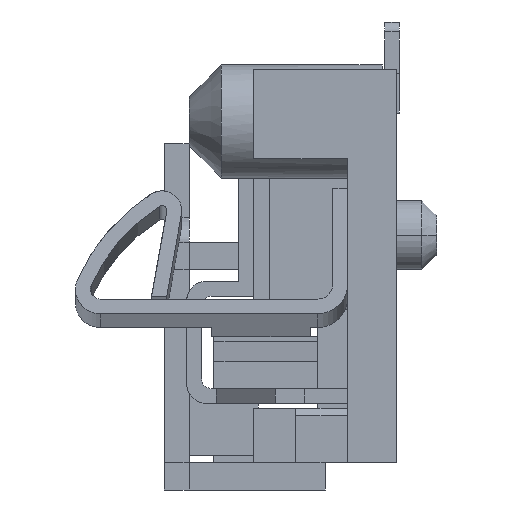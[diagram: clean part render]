
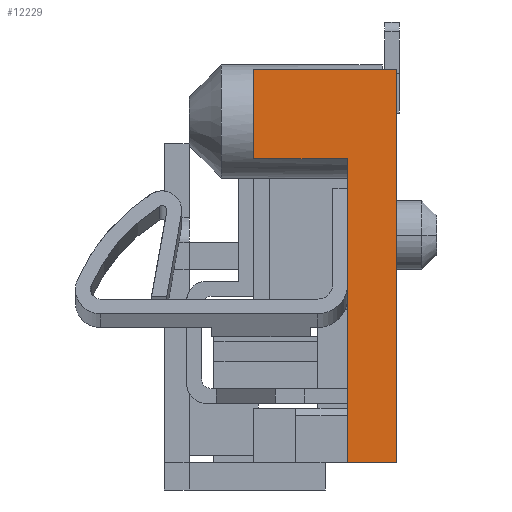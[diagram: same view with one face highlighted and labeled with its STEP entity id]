
A CAD part, left-side view. The second image highlights one B-rep face of the part: STEP entity #12229.
In plain terms, the highlighted planar face has unit normal (-1, 0, 0).
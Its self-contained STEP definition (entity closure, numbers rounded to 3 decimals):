
#17=DIRECTION('',(0.,1.,0.));
#18=VECTOR('',#17,2.9);
#19=CARTESIAN_POINT('',(-14.225,-0.95,0.));
#20=LINE('',#19,#18);
#1368=DIRECTION('',(0.,1.,0.));
#1369=VECTOR('',#1368,1.);
#1370=CARTESIAN_POINT('',(-14.225,-0.95,-7.95));
#1371=LINE('',#1370,#1369);
#4451=DIRECTION('',(0.,0.,1.));
#4452=VECTOR('',#4451,6.15);
#4453=CARTESIAN_POINT('',(-14.225,0.05,-7.95));
#4454=LINE('',#4453,#4452);
#4455=DIRECTION('',(0.,-1.,0.));
#4456=VECTOR('',#4455,1.9);
#4457=CARTESIAN_POINT('',(-14.225,1.95,-1.8));
#4458=LINE('',#4457,#4456);
#4459=DIRECTION('',(0.,0.,1.));
#4460=VECTOR('',#4459,1.8);
#4461=CARTESIAN_POINT('',(-14.225,1.95,-1.8));
#4462=LINE('',#4461,#4460);
#4467=DIRECTION('',(0.,0.,1.));
#4468=VECTOR('',#4467,7.95);
#4469=CARTESIAN_POINT('',(-14.225,-0.95,-7.95));
#4470=LINE('',#4469,#4468);
#4989=CARTESIAN_POINT('',(-14.225,-0.95,0.));
#4990=CARTESIAN_POINT('',(-14.225,1.95,0.));
#4991=VERTEX_POINT('',#4989);
#4992=VERTEX_POINT('',#4990);
#5022=CARTESIAN_POINT('',(-14.225,-0.95,-7.95));
#5024=VERTEX_POINT('',#5022);
#5041=CARTESIAN_POINT('',(-14.225,0.05,-7.95));
#5043=VERTEX_POINT('',#5041);
#5053=CARTESIAN_POINT('',(-14.225,0.05,-1.8));
#5054=VERTEX_POINT('',#5053);
#5055=CARTESIAN_POINT('',(-14.225,1.95,-1.8));
#5056=VERTEX_POINT('',#5055);
#12214=CARTESIAN_POINT('',(-14.225,1.95,0.));
#12215=DIRECTION('',(-1.,0.,0.));
#12216=DIRECTION('',(0.,-1.,0.));
#12217=AXIS2_PLACEMENT_3D('',#12214,#12215,#12216);
#12218=PLANE('',#12217);
#12219=ORIENTED_EDGE('',*,*,#8850,.T.);
#12221=ORIENTED_EDGE('',*,*,#12220,.F.);
#12222=ORIENTED_EDGE('',*,*,#9026,.T.);
#12223=ORIENTED_EDGE('',*,*,#6578,.F.);
#12225=ORIENTED_EDGE('',*,*,#12224,.F.);
#12226=ORIENTED_EDGE('',*,*,#8027,.T.);
#12227=EDGE_LOOP('',(#12219,#12221,#12222,#12223,#12225,#12226));
#12228=FACE_OUTER_BOUND('',#12227,.F.);
#12229=ADVANCED_FACE('',(#12228),#12218,.T.);
#6578=EDGE_CURVE('',#4991,#4992,#20,.T.);
#8027=EDGE_CURVE('',#5024,#5043,#1371,.T.);
#8850=EDGE_CURVE('',#5043,#5054,#4454,.T.);
#9026=EDGE_CURVE('',#5056,#4992,#4462,.T.);
#12220=EDGE_CURVE('',#5056,#5054,#4458,.T.);
#12224=EDGE_CURVE('',#5024,#4991,#4470,.T.);
